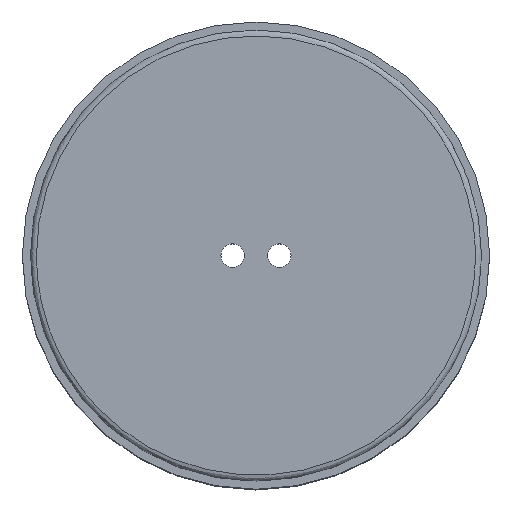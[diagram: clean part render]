
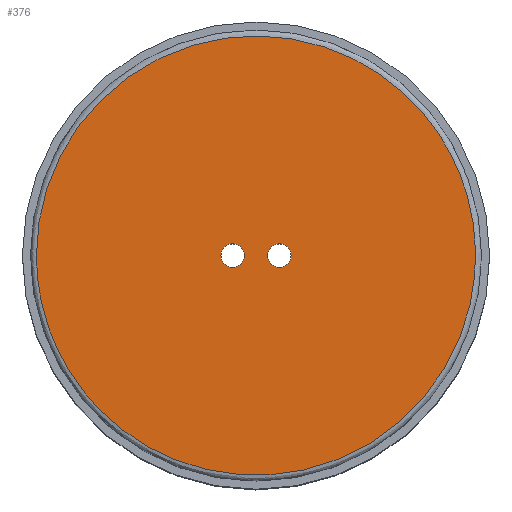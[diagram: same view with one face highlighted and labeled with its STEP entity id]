
A CAD part, top view. The second image highlights one B-rep face of the part: STEP entity #376.
In plain terms, the highlighted planar face has unit normal (0, 0, 1).
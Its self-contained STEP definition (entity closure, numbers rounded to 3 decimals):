
#7 = DIRECTION ( 'NONE',  ( 0., 0., -1. ) ) ;
#10 = DIRECTION ( 'NONE',  ( 0., 0., 1. ) ) ;
#41 = ORIENTED_EDGE ( 'NONE', *, *, #682, .T. ) ;
#75 = CARTESIAN_POINT ( 'NONE',  ( -19.298, 0., 18. ) ) ;
#102 = EDGE_CURVE ( 'NONE', #654, #654, #688, .T. ) ;
#133 = DIRECTION ( 'NONE',  ( 1., 0., 0. ) ) ;
#171 = CARTESIAN_POINT ( 'NONE',  ( 18.798, 37.597, 18. ) ) ;
#182 = VERTEX_POINT ( 'NONE', #383 ) ;
#253 = CARTESIAN_POINT ( 'NONE',  ( 1., 0., 18. ) ) ;
#257 = CARTESIAN_POINT ( 'NONE',  ( -2., 0., 18. ) ) ;
#275 = AXIS2_PLACEMENT_3D ( 'NONE', #257, #7, #555 ) ;
#293 = AXIS2_PLACEMENT_3D ( 'NONE', #75, #10, #133 ) ;
#301 = DIRECTION ( 'NONE',  ( 0., 0., -1. ) ) ;
#337 = ORIENTED_EDGE ( 'NONE', *, *, #102, .T. ) ;
#349 = EDGE_LOOP ( 'NONE', ( #448 ) ) ;
#351 = CARTESIAN_POINT ( 'NONE',  ( 18.798, 0., 18. ) ) ;
#357 = CARTESIAN_POINT ( 'NONE',  ( 18.798, -37.597, 18. ) ) ;
#376 = ADVANCED_FACE ( 'NONE', ( #490, #735, #551 ), #388, .T. ) ;
#383 = CARTESIAN_POINT ( 'NONE',  ( 18.798, 0., 18. ) ) ;
#388 = PLANE ( 'NONE',  #293 ) ;
#397 = CIRCLE ( 'NONE', #414, 1. ) ;
#400 = EDGE_LOOP ( 'NONE', ( #337 ) ) ;
#414 = AXIS2_PLACEMENT_3D ( 'NONE', #651, #301, #768 ) ;
#419 = CARTESIAN_POINT ( 'NONE',  ( -18.798, -37.597, 18. ) ) ;
#448 = ORIENTED_EDGE ( 'NONE', *, *, #574, .F. ) ;
#480 = EDGE_LOOP ( 'NONE', ( #41 ) ) ;
#485 = CARTESIAN_POINT ( 'NONE',  ( -3., 0., 18. ) ) ;
#490 = FACE_OUTER_BOUND ( 'NONE', #349, .T. ) ;
#536 = CARTESIAN_POINT ( 'NONE',  ( -18.798, 37.597, 18. ) ) ;
#551 = FACE_BOUND ( 'NONE', #480, .T. ) ;
#555 = DIRECTION ( 'NONE',  ( -1., 0., 0. ) ) ;
#574 = EDGE_CURVE ( 'NONE', #182, #182, #627, .T. ) ;
#587 = CARTESIAN_POINT ( 'NONE',  ( 18.798, 0., 18. ) ) ;
#627 =( BOUNDED_CURVE ( )  B_SPLINE_CURVE ( 3, ( #351, #357, #419, #751, #536, #171, #587 ),
 .UNSPECIFIED., .T., .F. ) 
 B_SPLINE_CURVE_WITH_KNOTS ( ( 4, 3, 4 ),
 ( 0., 0.5, 1. ),
 .UNSPECIFIED. ) 
 CURVE ( )  GEOMETRIC_REPRESENTATION_ITEM ( )  RATIONAL_B_SPLINE_CURVE ( ( 1., 0.333, 0.333, 1., 0.333, 0.333, 1. ) ) 
 REPRESENTATION_ITEM ( '' )  );
#651 = CARTESIAN_POINT ( 'NONE',  ( 2., 0., 18. ) ) ;
#654 = VERTEX_POINT ( 'NONE', #485 ) ;
#682 = EDGE_CURVE ( 'NONE', #704, #704, #397, .T. ) ;
#688 = CIRCLE ( 'NONE', #275, 1. ) ;
#704 = VERTEX_POINT ( 'NONE', #253 ) ;
#735 = FACE_BOUND ( 'NONE', #400, .T. ) ;
#751 = CARTESIAN_POINT ( 'NONE',  ( -18.798, 0., 18. ) ) ;
#768 = DIRECTION ( 'NONE',  ( -1., 0., 0. ) ) ;
